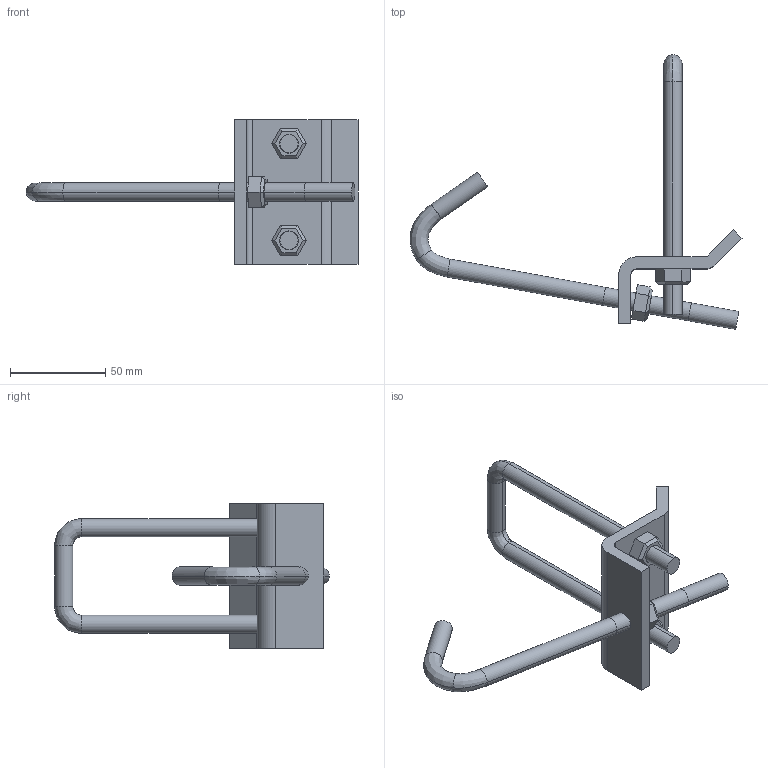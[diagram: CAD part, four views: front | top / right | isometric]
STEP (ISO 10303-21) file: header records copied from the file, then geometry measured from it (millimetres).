
FILE_DESCRIPTION(('TurboCAD Mac Pro'),'Build 980');
FILE_NAME('P2867A.stp',' ',(''),(''),'ACIS Interop','IMSI','TurboCAD Mac Pro BY IMSI, INCORPORATED');
FILE_SCHEMA(('automotive_design'));
Length unit declared in the file: inch
Products named in the file (6): 1; 2; 3; 4; 5; 6
Bounding box: 174.57 x 144.4 x 76.2 mm (x, y, z)
Volume: 86476.9 mm3; surface area: 35638.9 mm2
Topology: 6 solids, 6 shells, 100 faces, 226 edges, 138 vertices
Faces by surface type: plane 56, bspline 24, cylinder 20
Entity records: 5640 total; most frequent: CARTESIAN_POINT 1602, ORIENTED_EDGE 452, DIRECTION 382, STYLED_ITEM 304, PRESENTATION_STYLE_ASSIGNMENT 304, COLOUR_RGB 304, EDGE_CURVE 226, CURVE_STYLE 198
